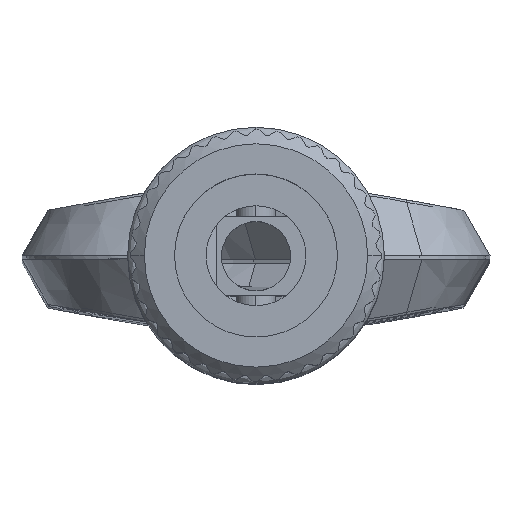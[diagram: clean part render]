
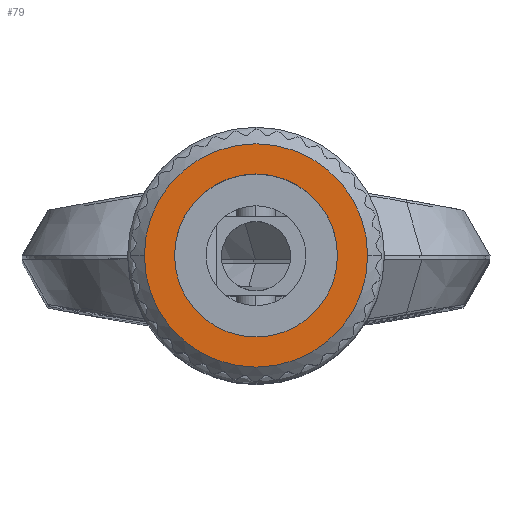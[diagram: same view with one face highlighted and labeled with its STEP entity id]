
A CAD part, top view. The second image highlights one B-rep face of the part: STEP entity #79.
In plain terms, the highlighted planar face has unit normal (0, 0, 1).
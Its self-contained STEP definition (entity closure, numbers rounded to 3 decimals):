
#79 = ADVANCED_FACE ( 'NONE', ( #39552, #11316 ), #4682, .F. ) ;
#803 = VERTEX_POINT ( 'NONE', #19052 ) ;
#883 = EDGE_LOOP ( 'NONE', ( #31592, #63124 ) ) ;
#2047 = EDGE_CURVE ( 'NONE', #21395, #803, #56880, .T. ) ;
#4682 = PLANE ( 'NONE',  #24880 ) ;
#5133 = CARTESIAN_POINT ( 'NONE',  ( 0., 0., 34.988 ) ) ;
#5703 = DIRECTION ( 'NONE',  ( 0., 0., -1. ) ) ;
#7769 = AXIS2_PLACEMENT_3D ( 'NONE', #45807, #14040, #67210 ) ;
#10238 = DIRECTION ( 'NONE',  ( -1., 0., 0. ) ) ;
#11316 = FACE_OUTER_BOUND ( 'NONE', #883, .T. ) ;
#14040 = DIRECTION ( 'NONE',  ( 0., 0., -1. ) ) ;
#14042 = EDGE_CURVE ( 'NONE', #45089, #16303, #42033, .T. ) ;
#16303 = VERTEX_POINT ( 'NONE', #23926 ) ;
#19052 = CARTESIAN_POINT ( 'NONE',  ( -4.16, 0., 34.988 ) ) ;
#20245 = EDGE_CURVE ( 'NONE', #803, #21395, #21828, .T. ) ;
#20300 = CIRCLE ( 'NONE', #45666, 5.7 ) ;
#21395 = VERTEX_POINT ( 'NONE', #26681 ) ;
#21828 = CIRCLE ( 'NONE', #28326, 4.16 ) ;
#23926 = CARTESIAN_POINT ( 'NONE',  ( 5.7, 0., 34.988 ) ) ;
#23985 = CARTESIAN_POINT ( 'NONE',  ( 0., 0., 34.988 ) ) ;
#24416 = DIRECTION ( 'NONE',  ( -1., 0., 0. ) ) ;
#24880 = AXIS2_PLACEMENT_3D ( 'NONE', #5133, #26294, #41782 ) ;
#26294 = DIRECTION ( 'NONE',  ( 0., 0., -1. ) ) ;
#26681 = CARTESIAN_POINT ( 'NONE',  ( 4.16, 0., 34.988 ) ) ;
#28326 = AXIS2_PLACEMENT_3D ( 'NONE', #36696, #63668, #10238 ) ;
#29335 = ORIENTED_EDGE ( 'NONE', *, *, #20245, .T. ) ;
#30324 = ORIENTED_EDGE ( 'NONE', *, *, #2047, .T. ) ;
#31592 = ORIENTED_EDGE ( 'NONE', *, *, #14042, .F. ) ;
#36696 = CARTESIAN_POINT ( 'NONE',  ( 0., 0., 34.988 ) ) ;
#39552 = FACE_BOUND ( 'NONE', #43242, .T. ) ;
#41782 = DIRECTION ( 'NONE',  ( -1., 0., 0. ) ) ;
#42033 = CIRCLE ( 'NONE', #7769, 5.7 ) ;
#43050 = CARTESIAN_POINT ( 'NONE',  ( 0., 0., 34.988 ) ) ;
#43242 = EDGE_LOOP ( 'NONE', ( #29335, #30324 ) ) ;
#45089 = VERTEX_POINT ( 'NONE', #47928 ) ;
#45666 = AXIS2_PLACEMENT_3D ( 'NONE', #43050, #5703, #48198 ) ;
#45807 = CARTESIAN_POINT ( 'NONE',  ( 0., 0., 34.988 ) ) ;
#47928 = CARTESIAN_POINT ( 'NONE',  ( -5.7, 0., 34.988 ) ) ;
#48198 = DIRECTION ( 'NONE',  ( -1., 0., 0. ) ) ;
#54234 = EDGE_CURVE ( 'NONE', #16303, #45089, #20300, .T. ) ;
#56880 = CIRCLE ( 'NONE', #62295, 4.16 ) ;
#61136 = DIRECTION ( 'NONE',  ( 0., 0., -1. ) ) ;
#62295 = AXIS2_PLACEMENT_3D ( 'NONE', #23985, #61136, #24416 ) ;
#63124 = ORIENTED_EDGE ( 'NONE', *, *, #54234, .F. ) ;
#63668 = DIRECTION ( 'NONE',  ( 0., 0., -1. ) ) ;
#67210 = DIRECTION ( 'NONE',  ( -1., 0., 0. ) ) ;
